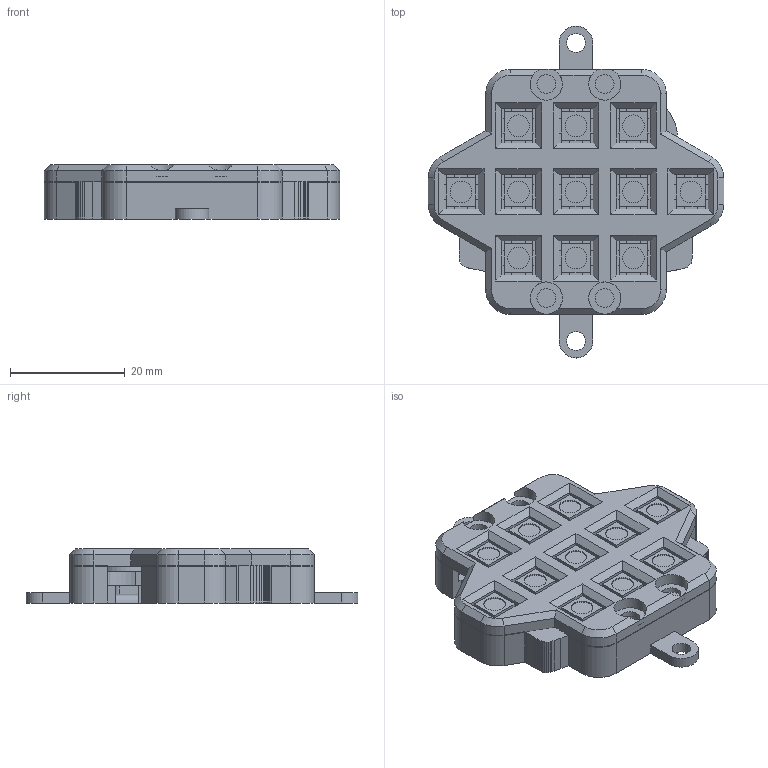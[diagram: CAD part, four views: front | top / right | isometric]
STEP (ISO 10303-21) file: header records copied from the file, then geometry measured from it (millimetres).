
FILE_DESCRIPTION(/* description */ (''),/* implementation_level */ '2;1');
FILE_NAME(/* name */ 'LED_Housing.step',/* time_stamp */ '2024-10-05T08:51:09+01:00',/* author */ (''),/* organization */ (''),/* preprocessor_version */ 'ST-DEVELOPER v20',/* originating_system */ 'Autodesk Translation Framework v13.20.0.188',/* authorisation */ '');
FILE_SCHEMA (('AUTOMOTIVE_DESIGN { 1 0 10303 214 3 1 1 }'));
Length unit declared in the file: millimetre
Products named in the file (46): Turtle LEDs; neopixel; Stealthburner_Assembly; LEDs; Logo_Led; neopixel_1; Stealthburner_Assembly_1; LEDs_1; Logo_Led_1; neopixel_2; Stealthburner_Assembly_2; LEDs_2; Logo_Led_2; neopixel_3; Stealthburner_Assembly_3; LEDs_3; Logo_Led_3; neopixel_4; Stealthburner_Assembly_4; LEDs_4; Logo_Led_4; neopixel_5; Stealthburner_Assembly_5; LEDs_5; Logo_Led_5; neopixel_6; Stealthburner_Assembly_6; LEDs_6; Logo_Led_6; neopixel_7; Stealthburner_Assembly_7; LEDs_7; Logo_Led_7; neopixel_8; Stealthburner_Assembly_8; LEDs_8; Logo_Led_8; neopixel_9; Stealthburner_Assembly_9; LEDs_9 ...
Assembly tree (55 placements, depth 6):
  Turtle LEDs
    neopixel
      Stealthburner_Assembly
        LEDs
          Logo_Led
            rgbw_led_pcb
    neopixel_1
      Stealthburner_Assembly_1
        LEDs_1
          Logo_Led_1
            rgbw_led_pcb
    neopixel_2
      Stealthburner_Assembly_2
        LEDs_2
          Logo_Led_2
            rgbw_led_pcb
    neopixel_3
      Stealthburner_Assembly_3
        LEDs_3
          Logo_Led_3
            rgbw_led_pcb
    neopixel_4
      Stealthburner_Assembly_4
        LEDs_4
          Logo_Led_4
            rgbw_led_pcb
    neopixel_5
      Stealthburner_Assembly_5
        LEDs_5
          Logo_Led_5
            rgbw_led_pcb
    neopixel_6
      Stealthburner_Assembly_6
        LEDs_6
          Logo_Led_6
            rgbw_led_pcb
    neopixel_7
      Stealthburner_Assembly_7
        LEDs_7
          Logo_Led_7
            rgbw_led_pcb
    neopixel_8
      Stealthburner_Assembly_8
        LEDs_8
          Logo_Led_8
            rgbw_led_pcb
    neopixel_9
      Stealthburner_Assembly_9
        LEDs_9
          Logo_Led_9
            rgbw_led_pcb
    neopixel_10
      Stealthburner_Assembly_10
        LEDs_10
          Logo_Led_10
            rgbw_led_pcb
Bounding box: 51.4 x 57.75 x 9.4 mm (x, y, z)
Volume: 11385.2 mm3; surface area: 13709.3 mm2
Topology: 156 solids, 156 shells, 1470 faces, 3369 edges, 2224 vertices
Faces by surface type: plane 1095, cylinder 367, cone 8
Full cylindrical faces by diameter (mm): 3.25 x6, 3.8 x11, 4 x2, 5.6 x2, 9.5 x11
Entity records: 13166 total; most frequent: DIRECTION 2261, CARTESIAN_POINT 2194, ORIENTED_EDGE 2058, EDGE_CURVE 1029, LINE 799, VECTOR 799, AXIS2_PLACEMENT_3D 731, VERTEX_POINT 664
